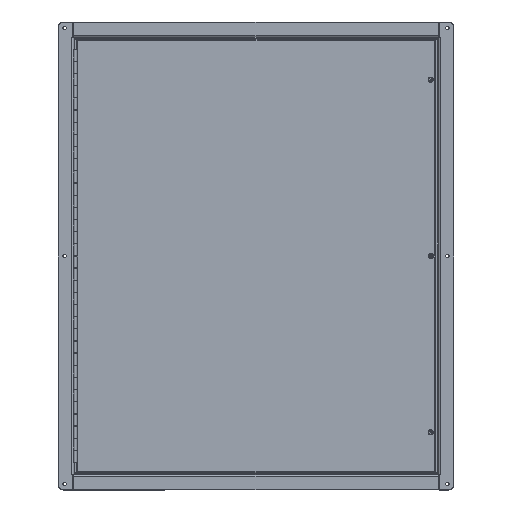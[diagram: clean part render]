
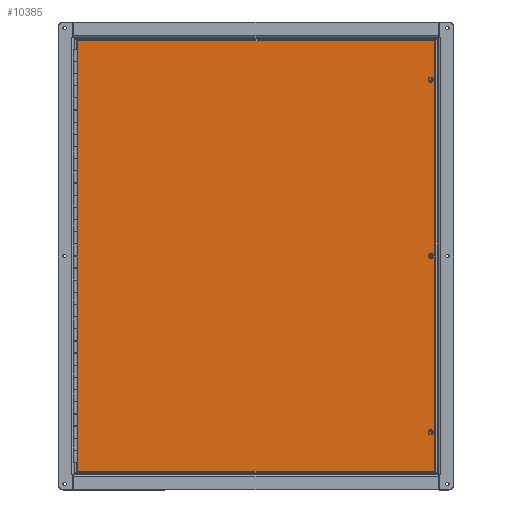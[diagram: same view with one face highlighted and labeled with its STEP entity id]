
A CAD part, top view. The second image highlights one B-rep face of the part: STEP entity #10385.
In plain terms, the highlighted planar face has unit normal (0, 0, 1).
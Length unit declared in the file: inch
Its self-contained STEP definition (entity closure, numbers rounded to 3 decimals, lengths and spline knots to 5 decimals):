
#173=FACE_BOUND('',#1872,.T.);
#174=FACE_BOUND('',#1873,.T.);
#175=FACE_BOUND('',#1874,.T.);
#303=CIRCLE('',#10994,0.1405);
#305=CIRCLE('',#10997,0.1405);
#307=CIRCLE('',#11000,0.1405);
#765=PLANE('',#11030);
#1250=FACE_OUTER_BOUND('',#1871,.T.);
#1871=EDGE_LOOP('',(#7508,#7509,#7510,#7511));
#1872=EDGE_LOOP('',(#7512));
#1873=EDGE_LOOP('',(#7513));
#1874=EDGE_LOOP('',(#7514));
#2628=LINE('',#16332,#3642);
#2644=LINE('',#16434,#3658);
#2659=LINE('',#16534,#3673);
#2674=LINE('',#16633,#3688);
#3642=VECTOR('',#12358,29.2895);
#3658=VECTOR('',#12388,35.4145);
#3673=VECTOR('',#12417,29.2895);
#3688=VECTOR('',#12446,35.4145);
#4600=VERTEX_POINT('',#16307);
#4602=VERTEX_POINT('',#16312);
#4604=VERTEX_POINT('',#16317);
#4607=VERTEX_POINT('',#16323);
#4608=VERTEX_POINT('',#16331);
#4619=VERTEX_POINT('',#16433);
#4629=VERTEX_POINT('',#16533);
#5606=EDGE_CURVE('',#4600,#4600,#303,.T.);
#5608=EDGE_CURVE('',#4602,#4602,#305,.T.);
#5610=EDGE_CURVE('',#4604,#4604,#307,.T.);
#5613=EDGE_CURVE('',#4608,#4607,#2628,.T.);
#5633=EDGE_CURVE('',#4619,#4608,#2644,.T.);
#5652=EDGE_CURVE('',#4629,#4619,#2659,.T.);
#5671=EDGE_CURVE('',#4607,#4629,#2674,.T.);
#7508=ORIENTED_EDGE('',*,*,#5613,.T.);
#7509=ORIENTED_EDGE('',*,*,#5671,.T.);
#7510=ORIENTED_EDGE('',*,*,#5652,.T.);
#7511=ORIENTED_EDGE('',*,*,#5633,.T.);
#7512=ORIENTED_EDGE('',*,*,#5606,.T.);
#7513=ORIENTED_EDGE('',*,*,#5608,.T.);
#7514=ORIENTED_EDGE('',*,*,#5610,.T.);
#10385=ADVANCED_FACE('',(#1250,#173,#174,#175),#765,.T.);
#10994=AXIS2_PLACEMENT_3D('',#16308,#12341,#12342);
#10997=AXIS2_PLACEMENT_3D('',#16313,#12347,#12348);
#11000=AXIS2_PLACEMENT_3D('',#16318,#12353,#12354);
#11030=AXIS2_PLACEMENT_3D('',#16720,#12473,#12474);
#12341=DIRECTION('center_axis',(0.,0.,-1.));
#12342=DIRECTION('ref_axis',(-1.,0.,0.));
#12347=DIRECTION('center_axis',(0.,0.,-1.));
#12348=DIRECTION('ref_axis',(-1.,0.,0.));
#12353=DIRECTION('center_axis',(0.,0.,-1.));
#12354=DIRECTION('ref_axis',(-1.,0.,0.));
#12358=DIRECTION('',(-1.,0.,0.));
#12388=DIRECTION('',(0.,1.,0.));
#12417=DIRECTION('',(1.,0.,0.));
#12446=DIRECTION('',(0.,-1.,0.));
#12473=DIRECTION('center_axis',(0.,0.,1.));
#12474=DIRECTION('ref_axis',(1.,0.,0.));
#16307=CARTESIAN_POINT('',(14.5155,-14.5,0.074));
#16308=CARTESIAN_POINT('Origin',(14.375,-14.5,0.074));
#16312=CARTESIAN_POINT('',(14.5155,0.,0.074));
#16313=CARTESIAN_POINT('Origin',(14.375,0.,0.074));
#16317=CARTESIAN_POINT('',(14.5155,14.5,0.074));
#16318=CARTESIAN_POINT('Origin',(14.375,14.5,0.074));
#16323=CARTESIAN_POINT('',(-14.64475,17.70725,0.074));
#16331=CARTESIAN_POINT('',(14.64475,17.70725,0.074));
#16332=CARTESIAN_POINT('',(7.32238,17.70725,0.074));
#16433=CARTESIAN_POINT('',(14.64475,-17.70725,0.074));
#16434=CARTESIAN_POINT('',(14.64475,-8.85363,0.074));
#16533=CARTESIAN_POINT('',(-14.64475,-17.70725,0.074));
#16534=CARTESIAN_POINT('',(-7.32238,-17.70725,0.074));
#16633=CARTESIAN_POINT('',(-14.64475,8.85362,0.074));
#16720=CARTESIAN_POINT('Origin',(0.,0.,
0.074));
